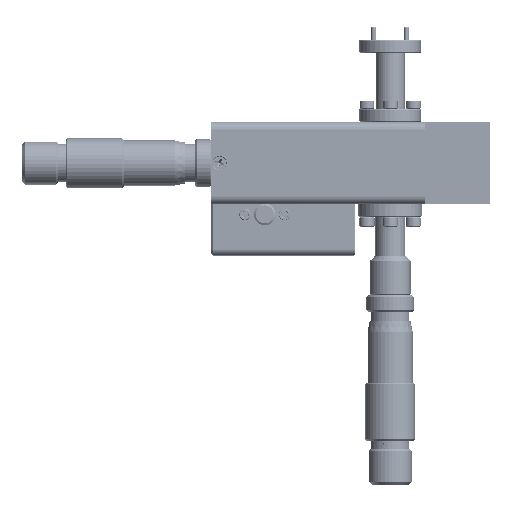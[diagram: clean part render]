
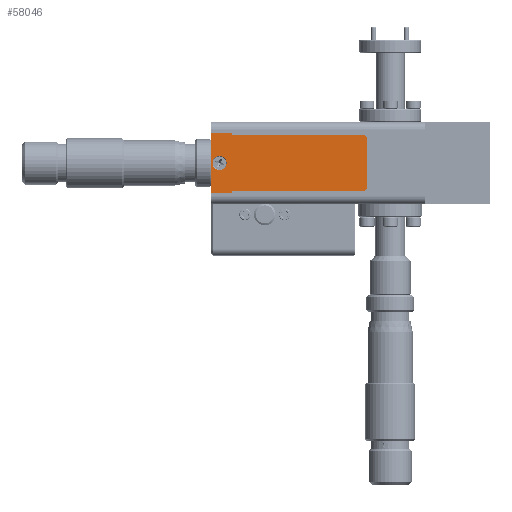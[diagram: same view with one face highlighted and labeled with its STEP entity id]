
A CAD part, left-side view. The second image highlights one B-rep face of the part: STEP entity #58046.
In plain terms, the highlighted planar face has unit normal (-1, 0, 0).
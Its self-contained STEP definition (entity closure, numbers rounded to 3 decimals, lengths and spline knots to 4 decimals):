
#772 = DIRECTION ( 'NONE',  ( 0., -1., 0. ) ) ;
#1411 = VERTEX_POINT ( 'NONE', #8860 ) ;
#3740 = VERTEX_POINT ( 'NONE', #62955 ) ;
#3968 = VECTOR ( 'NONE', #41472, 39.3701 ) ;
#4280 = VERTEX_POINT ( 'NONE', #4390 ) ;
#4390 = CARTESIAN_POINT ( 'NONE',  ( -0.6875, 2.1, -0.086 ) ) ;
#4768 = VECTOR ( 'NONE', #772, 39.3701 ) ;
#6689 = ORIENTED_EDGE ( 'NONE', *, *, #98478, .T. ) ;
#7085 = EDGE_CURVE ( 'NONE', #64697, #59469, #50619, .T. ) ;
#7202 = EDGE_CURVE ( 'NONE', #16569, #3740, #86055, .T. ) ;
#8860 = CARTESIAN_POINT ( 'NONE',  ( -0.6875, 0.305, 0.29 ) ) ;
#9200 = DIRECTION ( 'NONE',  ( 0., 0., 1. ) ) ;
#9285 = DIRECTION ( 'NONE',  ( -1., 0., 0. ) ) ;
#9920 = ORIENTED_EDGE ( 'NONE', *, *, #7085, .T. ) ;
#10702 = EDGE_CURVE ( 'NONE', #20564, #53905, #46440, .T. ) ;
#13000 = CARTESIAN_POINT ( 'NONE',  ( -0.6875, 0.355, 0.29 ) ) ;
#14688 = EDGE_CURVE ( 'NONE', #75873, #4280, #19477, .T. ) ;
#15597 = CARTESIAN_POINT ( 'NONE',  ( -0.6875, 2.2, 0.3675 ) ) ;
#16417 = DIRECTION ( 'NONE',  ( -1., 0., 0. ) ) ;
#16569 = VERTEX_POINT ( 'NONE', #79527 ) ;
#16578 = CARTESIAN_POINT ( 'NONE',  ( -0.6875, 1.97, 0.3475 ) ) ;
#17559 = DIRECTION ( 'NONE',  ( 0., -1., 0. ) ) ;
#18743 = ORIENTED_EDGE ( 'NONE', *, *, #27437, .T. ) ;
#19477 = CIRCLE ( 'NONE', #28313, 0.086 ) ;
#20564 = VERTEX_POINT ( 'NONE', #20709 ) ;
#20709 = CARTESIAN_POINT ( 'NONE',  ( -0.6875, 0.355, 0.34 ) ) ;
#20943 = AXIS2_PLACEMENT_3D ( 'NONE', #69917, #9285, #43467 ) ;
#25042 = ORIENTED_EDGE ( 'NONE', *, *, #14688, .F. ) ;
#25483 = AXIS2_PLACEMENT_3D ( 'NONE', #13000, #38898, #80245 ) ;
#25790 = CIRCLE ( 'NONE', #96162, 0.02 ) ;
#26295 = CARTESIAN_POINT ( 'NONE',  ( -0.6875, 2.2, -0.3675 ) ) ;
#26727 = CARTESIAN_POINT ( 'NONE',  ( -0.6875, 2.1, 0. ) ) ;
#27437 = EDGE_CURVE ( 'NONE', #101297, #16569, #53113, .T. ) ;
#28313 = AXIS2_PLACEMENT_3D ( 'NONE', #75388, #16417, #51093 ) ;
#28439 = CARTESIAN_POINT ( 'NONE',  ( -0.6875, 1.2, 0. ) ) ;
#30061 = VECTOR ( 'NONE', #92026, 39.3701 ) ;
#30088 = DIRECTION ( 'NONE',  ( 0., 0., 1. ) ) ;
#30616 = CARTESIAN_POINT ( 'NONE',  ( -0.6875, 1.97, -0.3475 ) ) ;
#30923 = LINE ( 'NONE', #49088, #30061 ) ;
#32589 = DIRECTION ( 'NONE',  ( -1., 0., 0. ) ) ;
#32868 = ORIENTED_EDGE ( 'NONE', *, *, #7202, .T. ) ;
#35481 = CIRCLE ( 'NONE', #39022, 0.02 ) ;
#38708 = DIRECTION ( 'NONE',  ( 0., 1., 0. ) ) ;
#38856 = ORIENTED_EDGE ( 'NONE', *, *, #93235, .T. ) ;
#38898 = DIRECTION ( 'NONE',  ( -1., 0., 0. ) ) ;
#39022 = AXIS2_PLACEMENT_3D ( 'NONE', #30616, #97262, #30088 ) ;
#39097 = CARTESIAN_POINT ( 'NONE',  ( -0.6875, 2.1, 0.086 ) ) ;
#39388 = FACE_BOUND ( 'NONE', #67184, .T. ) ;
#40697 = EDGE_CURVE ( 'NONE', #84495, #43585, #25790, .T. ) ;
#41207 = VECTOR ( 'NONE', #106427, 39.3701 ) ;
#41472 = DIRECTION ( 'NONE',  ( 0., 0., -1. ) ) ;
#41652 = ORIENTED_EDGE ( 'NONE', *, *, #108879, .T. ) ;
#42467 = ORIENTED_EDGE ( 'NONE', *, *, #80195, .T. ) ;
#42993 = CIRCLE ( 'NONE', #25483, 0.05 ) ;
#43248 = ORIENTED_EDGE ( 'NONE', *, *, #10702, .T. ) ;
#43467 = DIRECTION ( 'NONE',  ( 0., 0., 1. ) ) ;
#43585 = VERTEX_POINT ( 'NONE', #47839 ) ;
#46440 = LINE ( 'NONE', #71251, #86564 ) ;
#47523 = AXIS2_PLACEMENT_3D ( 'NONE', #26727, #92790, #77408 ) ;
#47839 = CARTESIAN_POINT ( 'NONE',  ( -0.6875, 1.97, 0.3675 ) ) ;
#49003 = VECTOR ( 'NONE', #63721, 39.3701 ) ;
#49088 = CARTESIAN_POINT ( 'NONE',  ( -0.6875, 0.305, -0.34 ) ) ;
#50619 = LINE ( 'NONE', #100759, #63142 ) ;
#51093 = DIRECTION ( 'NONE',  ( 0., 0., 1. ) ) ;
#51317 = CARTESIAN_POINT ( 'NONE',  ( -0.6875, 1.97, -0.3675 ) ) ;
#51954 = ORIENTED_EDGE ( 'NONE', *, *, #64836, .T. ) ;
#52824 = EDGE_CURVE ( 'NONE', #86593, #64697, #68472, .T. ) ;
#53113 = LINE ( 'NONE', #76815, #4768 ) ;
#53905 = VERTEX_POINT ( 'NONE', #56677 ) ;
#55400 = PLANE ( 'NONE',  #98676 ) ;
#56317 = LINE ( 'NONE', #91498, #41207 ) ;
#56436 = ORIENTED_EDGE ( 'NONE', *, *, #70151, .F. ) ;
#56677 = CARTESIAN_POINT ( 'NONE',  ( -0.6875, 1.95, 0.34 ) ) ;
#57064 = CARTESIAN_POINT ( 'NONE',  ( -0.6875, 1.95, 0.3675 ) ) ;
#58046 = ADVANCED_FACE ( 'NONE', ( #39388, #79137 ), #55400, .T. ) ;
#59469 = VERTEX_POINT ( 'NONE', #51317 ) ;
#62955 = CARTESIAN_POINT ( 'NONE',  ( -0.6875, 0.305, -0.29 ) ) ;
#63142 = VECTOR ( 'NONE', #17559, 39.3701 ) ;
#63441 = VECTOR ( 'NONE', #9200, 39.3701 ) ;
#63721 = DIRECTION ( 'NONE',  ( 0., 0., 1. ) ) ;
#64538 = CARTESIAN_POINT ( 'NONE',  ( -0.6875, 1.95, -0.3475 ) ) ;
#64697 = VERTEX_POINT ( 'NONE', #26295 ) ;
#64836 = EDGE_CURVE ( 'NONE', #1411, #20564, #42993, .T. ) ;
#65333 = LINE ( 'NONE', #57064, #49003 ) ;
#66886 = CIRCLE ( 'NONE', #47523, 0.086 ) ;
#67184 = EDGE_LOOP ( 'NONE', ( #25042, #56436 ) ) ;
#68472 = LINE ( 'NONE', #91597, #3968 ) ;
#69917 = CARTESIAN_POINT ( 'NONE',  ( -0.6875, 0.355, -0.29 ) ) ;
#70151 = EDGE_CURVE ( 'NONE', #4280, #75873, #66886, .T. ) ;
#71251 = CARTESIAN_POINT ( 'NONE',  ( -0.6875, 2.2, 0.34 ) ) ;
#75388 = CARTESIAN_POINT ( 'NONE',  ( -0.6875, 2.1, 0. ) ) ;
#75873 = VERTEX_POINT ( 'NONE', #39097 ) ;
#76815 = CARTESIAN_POINT ( 'NONE',  ( -0.6875, 2.2, -0.34 ) ) ;
#76912 = ORIENTED_EDGE ( 'NONE', *, *, #52824, .T. ) ;
#77408 = DIRECTION ( 'NONE',  ( 0., 0., 1. ) ) ;
#78010 = VERTEX_POINT ( 'NONE', #64538 ) ;
#79137 = FACE_OUTER_BOUND ( 'NONE', #106985, .T. ) ;
#79527 = CARTESIAN_POINT ( 'NONE',  ( -0.6875, 0.355, -0.34 ) ) ;
#80195 = EDGE_CURVE ( 'NONE', #78010, #101297, #108410, .T. ) ;
#80245 = DIRECTION ( 'NONE',  ( 0., 0., 1. ) ) ;
#84349 = DIRECTION ( 'NONE',  ( 0., 0., 1. ) ) ;
#84495 = VERTEX_POINT ( 'NONE', #99871 ) ;
#86055 = CIRCLE ( 'NONE', #20943, 0.05 ) ;
#86564 = VECTOR ( 'NONE', #38708, 39.3701 ) ;
#86593 = VERTEX_POINT ( 'NONE', #15597 ) ;
#90435 = ORIENTED_EDGE ( 'NONE', *, *, #100082, .T. ) ;
#91498 = CARTESIAN_POINT ( 'NONE',  ( -0.6875, 2.2, 0.3675 ) ) ;
#91597 = CARTESIAN_POINT ( 'NONE',  ( -0.6875, 2.2, -0.34 ) ) ;
#92026 = DIRECTION ( 'NONE',  ( 0., 0., 1. ) ) ;
#92790 = DIRECTION ( 'NONE',  ( -1., 0., 0. ) ) ;
#93235 = EDGE_CURVE ( 'NONE', #53905, #84495, #65333, .T. ) ;
#95616 = DIRECTION ( 'NONE',  ( 0., 0., 1. ) ) ;
#96162 = AXIS2_PLACEMENT_3D ( 'NONE', #16578, #32589, #84349 ) ;
#97262 = DIRECTION ( 'NONE',  ( -1., 0., 0. ) ) ;
#98478 = EDGE_CURVE ( 'NONE', #3740, #1411, #30923, .T. ) ;
#98676 = AXIS2_PLACEMENT_3D ( 'NONE', #28439, #103872, #95616 ) ;
#99585 = CARTESIAN_POINT ( 'NONE',  ( -0.6875, 1.95, -0.3675 ) ) ;
#99871 = CARTESIAN_POINT ( 'NONE',  ( -0.6875, 1.95, 0.3475 ) ) ;
#100082 = EDGE_CURVE ( 'NONE', #59469, #78010, #35481, .T. ) ;
#100759 = CARTESIAN_POINT ( 'NONE',  ( -0.6875, 2.2, -0.3675 ) ) ;
#101297 = VERTEX_POINT ( 'NONE', #104202 ) ;
#103872 = DIRECTION ( 'NONE',  ( -1., 0., 0. ) ) ;
#104202 = CARTESIAN_POINT ( 'NONE',  ( -0.6875, 1.95, -0.34 ) ) ;
#106427 = DIRECTION ( 'NONE',  ( 0., 1., 0. ) ) ;
#106667 = ORIENTED_EDGE ( 'NONE', *, *, #40697, .T. ) ;
#106985 = EDGE_LOOP ( 'NONE', ( #9920, #90435, #42467, #18743, #32868, #6689, #51954, #43248, #38856, #106667, #41652, #76912 ) ) ;
#108410 = LINE ( 'NONE', #99585, #63441 ) ;
#108879 = EDGE_CURVE ( 'NONE', #43585, #86593, #56317, .T. ) ;
